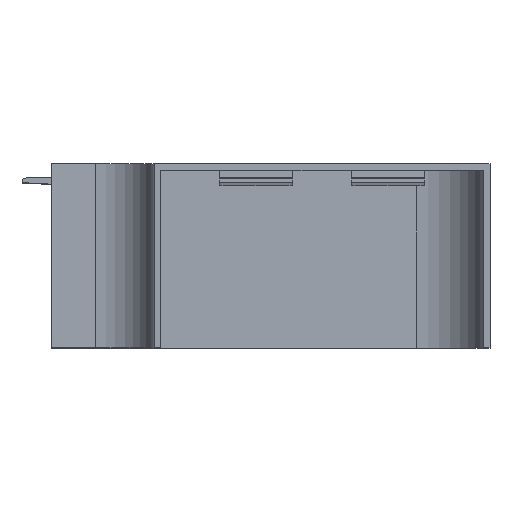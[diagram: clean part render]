
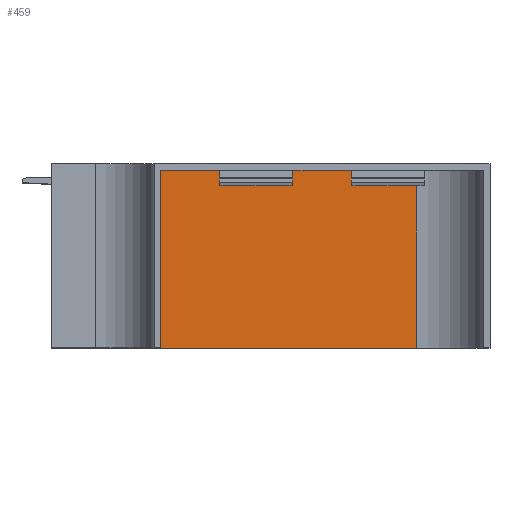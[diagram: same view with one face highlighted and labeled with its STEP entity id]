
A CAD part, top view. The second image highlights one B-rep face of the part: STEP entity #459.
In plain terms, the highlighted planar face has unit normal (0, 0, 1).
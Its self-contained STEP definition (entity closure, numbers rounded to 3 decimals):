
#71 = CARTESIAN_POINT ( 'NONE',  ( -74.7, 31.35, -72.5 ) ) ;
#104 = LINE ( 'NONE', #1537, #1571 ) ;
#121 = DIRECTION ( 'NONE',  ( 0., -1., 0. ) ) ;
#201 = PLANE ( 'NONE',  #1983 ) ;
#276 = EDGE_CURVE ( 'NONE', #1274, #1070, #1898, .T. ) ;
#451 = ORIENTED_EDGE ( 'NONE', *, *, #1480, .F. ) ;
#459 = ADVANCED_FACE ( 'NONE', ( #2023 ), #201, .T. ) ;
#460 = CARTESIAN_POINT ( 'NONE',  ( -74.7, 29.15, -72.5 ) ) ;
#463 = VERTEX_POINT ( 'NONE', #1105 ) ;
#470 = EDGE_LOOP ( 'NONE', ( #1647, #451, #1719, #2376 ) ) ;
#488 = DIRECTION ( 'NONE',  ( 0., 0., 1. ) ) ;
#722 = VECTOR ( 'NONE', #2472, 1000. ) ;
#866 = CARTESIAN_POINT ( 'NONE',  ( 49.7, -31.35, -72.5 ) ) ;
#1020 = CARTESIAN_POINT ( 'NONE',  ( -74.7, 31.35, -72.5 ) ) ;
#1070 = VERTEX_POINT ( 'NONE', #1373 ) ;
#1075 = DIRECTION ( 'NONE',  ( -1., 0., 0. ) ) ;
#1105 = CARTESIAN_POINT ( 'NONE',  ( 49.7, 29.15, -72.5 ) ) ;
#1274 = VERTEX_POINT ( 'NONE', #1654 ) ;
#1285 = LINE ( 'NONE', #460, #722 ) ;
#1373 = CARTESIAN_POINT ( 'NONE',  ( -74.7, -31.35, -72.5 ) ) ;
#1480 = EDGE_CURVE ( 'NONE', #463, #1641, #1752, .T. ) ;
#1537 = CARTESIAN_POINT ( 'NONE',  ( -74.7, -31.35, -72.5 ) ) ;
#1571 = VECTOR ( 'NONE', #1075, 1000. ) ;
#1641 = VERTEX_POINT ( 'NONE', #866 ) ;
#1647 = ORIENTED_EDGE ( 'NONE', *, *, #1887, .F. ) ;
#1654 = CARTESIAN_POINT ( 'NONE',  ( -74.7, 29.15, -72.5 ) ) ;
#1713 = DIRECTION ( 'NONE',  ( 1., 0., 0. ) ) ;
#1719 = ORIENTED_EDGE ( 'NONE', *, *, #2339, .T. ) ;
#1752 = LINE ( 'NONE', #1946, #2268 ) ;
#1887 = EDGE_CURVE ( 'NONE', #1641, #1070, #104, .T. ) ;
#1898 = LINE ( 'NONE', #71, #2555 ) ;
#1946 = CARTESIAN_POINT ( 'NONE',  ( 49.7, 31.35, -72.5 ) ) ;
#1983 = AXIS2_PLACEMENT_3D ( 'NONE', #1020, #488, #1713 ) ;
#2023 = FACE_OUTER_BOUND ( 'NONE', #470, .T. ) ;
#2268 = VECTOR ( 'NONE', #121, 1000. ) ;
#2299 = DIRECTION ( 'NONE',  ( 0., -1., 0. ) ) ;
#2339 = EDGE_CURVE ( 'NONE', #463, #1274, #1285, .T. ) ;
#2376 = ORIENTED_EDGE ( 'NONE', *, *, #276, .T. ) ;
#2472 = DIRECTION ( 'NONE',  ( -1., 0., 0. ) ) ;
#2555 = VECTOR ( 'NONE', #2299, 1000. ) ;
